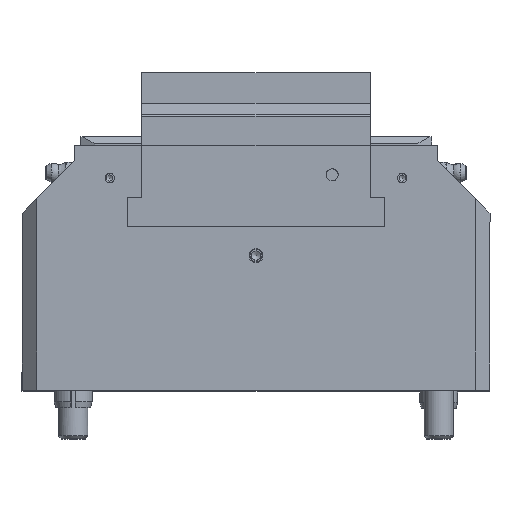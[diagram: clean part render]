
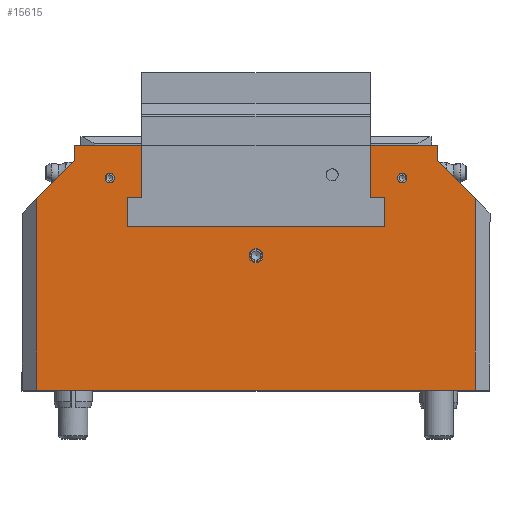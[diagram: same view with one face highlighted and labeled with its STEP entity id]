
A CAD part, top view. The second image highlights one B-rep face of the part: STEP entity #15615.
In plain terms, the highlighted planar face has unit normal (0, 0, 1).
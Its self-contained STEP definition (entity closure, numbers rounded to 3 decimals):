
#694=FACE_BOUND('',#2380,.T.);
#695=FACE_BOUND('',#2381,.T.);
#696=FACE_BOUND('',#2382,.T.);
#832=CIRCLE('',#16741,1.621);
#833=CIRCLE('',#16742,1.621);
#834=CIRCLE('',#16743,2.387);
#1475=FACE_OUTER_BOUND('',#2379,.T.);
#2379=EDGE_LOOP('',(#9713,#9714,#9715,#9716,#9717,#9718,#9719,#9720,#9721,
#9722,#9723,#9724,#9725,#9726,#9727,#9728));
#2380=EDGE_LOOP('',(#9729));
#2381=EDGE_LOOP('',(#9730));
#2382=EDGE_LOOP('',(#9731));
#3421=LINE('',#22731,#4711);
#3422=LINE('',#22733,#4712);
#3423=LINE('',#22735,#4713);
#3424=LINE('',#22737,#4714);
#3425=LINE('',#22739,#4715);
#3426=LINE('',#22741,#4716);
#3427=LINE('',#22743,#4717);
#3428=LINE('',#22745,#4718);
#3429=LINE('',#22747,#4719);
#3430=LINE('',#22749,#4720);
#3431=LINE('',#22751,#4721);
#3432=LINE('',#22753,#4722);
#3433=LINE('',#22755,#4723);
#3434=LINE('',#22757,#4724);
#3435=LINE('',#22759,#4725);
#3436=LINE('',#22760,#4726);
#4711=VECTOR('',#18310,10.);
#4712=VECTOR('',#18311,10.);
#4713=VECTOR('',#18312,10.);
#4714=VECTOR('',#18313,10.);
#4715=VECTOR('',#18314,10.);
#4716=VECTOR('',#18315,10.);
#4717=VECTOR('',#18316,10.);
#4718=VECTOR('',#18317,10.);
#4719=VECTOR('',#18318,10.);
#4720=VECTOR('',#18319,10.);
#4721=VECTOR('',#18320,10.);
#4722=VECTOR('',#18321,10.);
#4723=VECTOR('',#18322,10.);
#4724=VECTOR('',#18323,10.);
#4725=VECTOR('',#18324,10.);
#4726=VECTOR('',#18325,10.);
#6001=VERTEX_POINT('',#22729);
#6002=VERTEX_POINT('',#22730);
#6003=VERTEX_POINT('',#22732);
#6004=VERTEX_POINT('',#22734);
#6005=VERTEX_POINT('',#22736);
#6006=VERTEX_POINT('',#22738);
#6007=VERTEX_POINT('',#22740);
#6008=VERTEX_POINT('',#22742);
#6009=VERTEX_POINT('',#22744);
#6010=VERTEX_POINT('',#22746);
#6011=VERTEX_POINT('',#22748);
#6012=VERTEX_POINT('',#22750);
#6013=VERTEX_POINT('',#22752);
#6014=VERTEX_POINT('',#22754);
#6015=VERTEX_POINT('',#22756);
#6016=VERTEX_POINT('',#22758);
#6017=VERTEX_POINT('',#22761);
#6018=VERTEX_POINT('',#22763);
#6019=VERTEX_POINT('',#22765);
#7475=EDGE_CURVE('',#6001,#6002,#3421,.T.);
#7476=EDGE_CURVE('',#6002,#6003,#3422,.T.);
#7477=EDGE_CURVE('',#6003,#6004,#3423,.T.);
#7478=EDGE_CURVE('',#6004,#6005,#3424,.T.);
#7479=EDGE_CURVE('',#6005,#6006,#3425,.T.);
#7480=EDGE_CURVE('',#6006,#6007,#3426,.T.);
#7481=EDGE_CURVE('',#6008,#6007,#3427,.T.);
#7482=EDGE_CURVE('',#6009,#6008,#3428,.T.);
#7483=EDGE_CURVE('',#6009,#6010,#3429,.T.);
#7484=EDGE_CURVE('',#6011,#6010,#3430,.T.);
#7485=EDGE_CURVE('',#6012,#6011,#3431,.T.);
#7486=EDGE_CURVE('',#6013,#6012,#3432,.T.);
#7487=EDGE_CURVE('',#6013,#6014,#3433,.T.);
#7488=EDGE_CURVE('',#6015,#6014,#3434,.T.);
#7489=EDGE_CURVE('',#6016,#6015,#3435,.T.);
#7490=EDGE_CURVE('',#6016,#6001,#3436,.T.);
#7491=EDGE_CURVE('',#6017,#6017,#832,.T.);
#7492=EDGE_CURVE('',#6018,#6018,#833,.T.);
#7493=EDGE_CURVE('',#6019,#6019,#834,.T.);
#9713=ORIENTED_EDGE('',*,*,#7475,.T.);
#9714=ORIENTED_EDGE('',*,*,#7476,.T.);
#9715=ORIENTED_EDGE('',*,*,#7477,.T.);
#9716=ORIENTED_EDGE('',*,*,#7478,.T.);
#9717=ORIENTED_EDGE('',*,*,#7479,.T.);
#9718=ORIENTED_EDGE('',*,*,#7480,.T.);
#9719=ORIENTED_EDGE('',*,*,#7481,.F.);
#9720=ORIENTED_EDGE('',*,*,#7482,.F.);
#9721=ORIENTED_EDGE('',*,*,#7483,.T.);
#9722=ORIENTED_EDGE('',*,*,#7484,.F.);
#9723=ORIENTED_EDGE('',*,*,#7485,.F.);
#9724=ORIENTED_EDGE('',*,*,#7486,.F.);
#9725=ORIENTED_EDGE('',*,*,#7487,.T.);
#9726=ORIENTED_EDGE('',*,*,#7488,.F.);
#9727=ORIENTED_EDGE('',*,*,#7489,.F.);
#9728=ORIENTED_EDGE('',*,*,#7490,.T.);
#9729=ORIENTED_EDGE('',*,*,#7491,.T.);
#9730=ORIENTED_EDGE('',*,*,#7492,.T.);
#9731=ORIENTED_EDGE('',*,*,#7493,.T.);
#14189=PLANE('',#16740);
#15615=ADVANCED_FACE('',(#1475,#694,#695,#696),#14189,.F.);
#16740=AXIS2_PLACEMENT_3D('',#22728,#18308,#18309);
#16741=AXIS2_PLACEMENT_3D('',#22762,#18326,#18327);
#16742=AXIS2_PLACEMENT_3D('',#22764,#18328,#18329);
#16743=AXIS2_PLACEMENT_3D('',#22766,#18330,#18331);
#18308=DIRECTION('center_axis',(0.,0.,
-1.));
#18309=DIRECTION('ref_axis',(-1.,0.,0.));
#18310=DIRECTION('',(1.,0.,0.));
#18311=DIRECTION('',(0.,-1.,0.));
#18312=DIRECTION('',(-1.,0.,0.));
#18313=DIRECTION('',(0.,1.,0.));
#18314=DIRECTION('',(1.,0.,0.));
#18315=DIRECTION('',(0.,1.,0.));
#18316=DIRECTION('',(1.,0.,0.));
#18317=DIRECTION('',(0.,1.,0.));
#18318=DIRECTION('',(-0.707,-0.707,0.));
#18319=DIRECTION('',(0.,1.,0.));
#18320=DIRECTION('',(-1.,0.,0.));
#18321=DIRECTION('',(0.,-1.,0.));
#18322=DIRECTION('',(-0.707,0.707,0.));
#18323=DIRECTION('',(0.,-1.,0.));
#18324=DIRECTION('',(1.,0.,0.));
#18325=DIRECTION('',(0.,-1.,0.));
#18326=DIRECTION('center_axis',(0.,0.,
-1.));
#18327=DIRECTION('ref_axis',(1.,0.,0.));
#18328=DIRECTION('center_axis',(0.,0.,
-1.));
#18329=DIRECTION('ref_axis',(1.,0.,0.));
#18330=DIRECTION('center_axis',(0.,0.,
-1.));
#18331=DIRECTION('ref_axis',(0.,1.,0.));
#22728=CARTESIAN_POINT('Origin',(-78.661,42.308,305.79));
#22729=CARTESIAN_POINT('',(38.339,66.491,305.79));
#22730=CARTESIAN_POINT('',(43.339,66.491,305.79));
#22731=CARTESIAN_POINT('',(-17.861,66.491,305.79));
#22732=CARTESIAN_POINT('',(43.339,56.491,305.79));
#22733=CARTESIAN_POINT('',(43.339,49.6,305.79));
#22734=CARTESIAN_POINT('',(-44.661,56.491,305.79));
#22735=CARTESIAN_POINT('',(-61.461,56.491,305.79));
#22736=CARTESIAN_POINT('',(-44.661,66.491,305.79));
#22737=CARTESIAN_POINT('',(-44.661,54.2,305.79));
#22738=CARTESIAN_POINT('',(-39.661,66.491,305.79));
#22739=CARTESIAN_POINT('',(-61.661,66.491,305.79));
#22740=CARTESIAN_POINT('',(-39.661,83.991,305.79));
#22741=CARTESIAN_POINT('',(-39.661,83.491,305.79));
#22742=CARTESIAN_POINT('',(-62.661,83.991,305.79));
#22743=CARTESIAN_POINT('',(61.339,83.991,305.79));
#22744=CARTESIAN_POINT('',(-62.661,78.991,305.79));
#22745=CARTESIAN_POINT('',(-62.661,83.991,305.79));
#22746=CARTESIAN_POINT('',(-75.661,65.991,305.79));
#22747=CARTESIAN_POINT('',(-78.332,63.32,305.79));
#22748=CARTESIAN_POINT('',(-75.661,0.491,305.79));
#22749=CARTESIAN_POINT('',(-75.661,76.733,305.79));
#22750=CARTESIAN_POINT('',(74.339,0.491,305.79));
#22751=CARTESIAN_POINT('',(-236.661,0.491,305.79));
#22752=CARTESIAN_POINT('',(74.339,65.991,305.79));
#22753=CARTESIAN_POINT('',(74.339,21.4,305.79));
#22754=CARTESIAN_POINT('',(61.339,78.991,305.79));
#22755=CARTESIAN_POINT('',(44.509,95.82,305.79));
#22756=CARTESIAN_POINT('',(61.339,83.991,305.79));
#22757=CARTESIAN_POINT('',(61.339,73.991,305.79));
#22758=CARTESIAN_POINT('',(38.339,83.991,305.79));
#22759=CARTESIAN_POINT('',(61.339,83.991,305.79));
#22760=CARTESIAN_POINT('',(38.339,66.991,305.79));
#22761=CARTESIAN_POINT('',(47.718,72.991,305.79));
#22762=CARTESIAN_POINT('Origin',(49.339,72.991,305.79));
#22763=CARTESIAN_POINT('',(-52.282,72.991,305.79));
#22764=CARTESIAN_POINT('Origin',(-50.661,72.991,305.79));
#22765=CARTESIAN_POINT('',(-0.661,44.105,305.79));
#22766=CARTESIAN_POINT('Origin',(-0.661,46.491,305.79));
